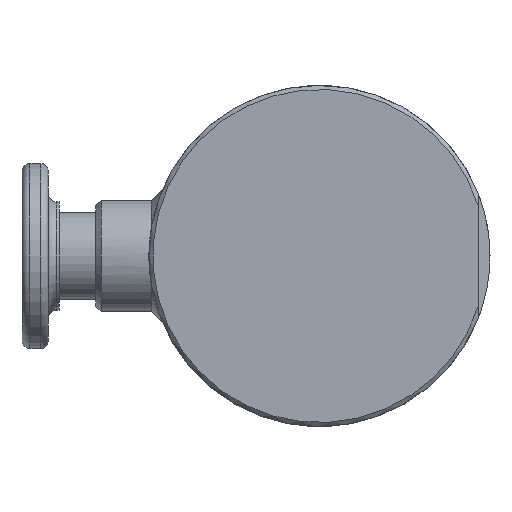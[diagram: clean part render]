
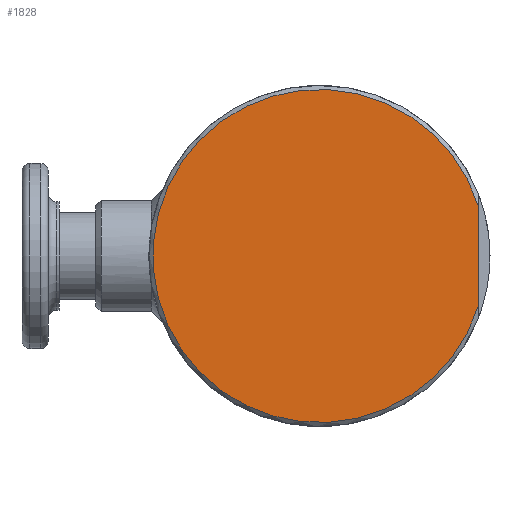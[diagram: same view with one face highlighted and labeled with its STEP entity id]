
A CAD part, left-side view. The second image highlights one B-rep face of the part: STEP entity #1828.
In plain terms, the highlighted planar face has unit normal (-1, 0, 0).
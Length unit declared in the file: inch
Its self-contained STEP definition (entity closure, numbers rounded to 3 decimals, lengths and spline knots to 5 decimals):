
#70=LINE('',#2751,#132);
#132=VECTOR('',#2174,0.38419);
#260=PLANE('',#2042);
#439=FACE_OUTER_BOUND('',#586,.T.);
#586=EDGE_LOOP('',(#1624,#1625));
#729=CIRCLE('',#2043,0.63);
#774=VERTEX_POINT('',#2746);
#775=VERTEX_POINT('',#2750);
#960=EDGE_CURVE('',#775,#774,#70,.T.);
#1162=EDGE_CURVE('',#775,#774,#729,.T.);
#1624=ORIENTED_EDGE('',*,*,#960,.T.);
#1625=ORIENTED_EDGE('',*,*,#1162,.F.);
#1828=ADVANCED_FACE('',(#439),#260,.T.);
#2042=AXIS2_PLACEMENT_3D('',#3380,#2522,#2523);
#2043=AXIS2_PLACEMENT_3D('',#3381,#2524,#2525);
#2174=DIRECTION('',(0.,0.,1.));
#2522=DIRECTION('center_axis',(-1.,0.,0.));
#2523=DIRECTION('ref_axis',(0.,0.,1.));
#2524=DIRECTION('center_axis',(1.,0.,0.));
#2525=DIRECTION('ref_axis',(0.,1.,0.));
#2746=CARTESIAN_POINT('',(0.,-0.6,0.19209));
#2750=CARTESIAN_POINT('',(0.,-0.6,-0.19209));
#2751=CARTESIAN_POINT('',(0.,-0.6,0.));
#3380=CARTESIAN_POINT('Origin',(0.,0.315,0.));
#3381=CARTESIAN_POINT('Origin',(0.,0.,0.));
